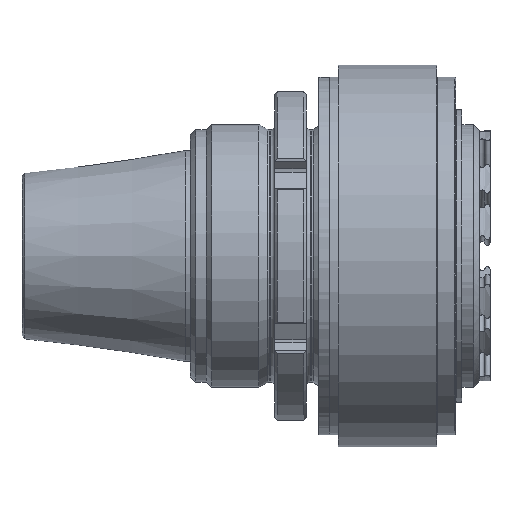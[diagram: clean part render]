
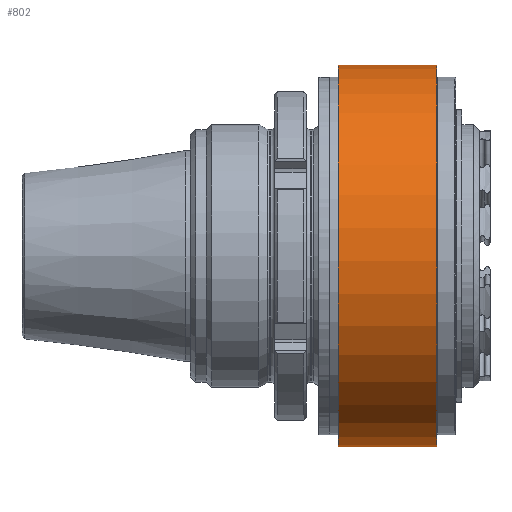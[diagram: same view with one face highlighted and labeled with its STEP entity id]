
A CAD part, front view. The second image highlights one B-rep face of the part: STEP entity #802.
In plain terms, the highlighted cylindrical face has radius 36.25 mm (diameter 72.5 mm), a partial arc.
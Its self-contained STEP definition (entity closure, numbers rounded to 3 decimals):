
#802 = ADVANCED_FACE( '', ( #1635 ), #1636, .T. );
#1635 = FACE_OUTER_BOUND( '', #2792, .T. );
#1636 = CYLINDRICAL_SURFACE( '', #2793, 36.25 );
#2792 = EDGE_LOOP( '', ( #4985, #4986, #4987, #4988 ) );
#2793 = AXIS2_PLACEMENT_3D( '', #4989, #4990, #4991 );
#4985 = ORIENTED_EDGE( '', *, *, #7224, .T. );
#4986 = ORIENTED_EDGE( '', *, *, #7454, .F. );
#4987 = ORIENTED_EDGE( '', *, *, #7754, .F. );
#4988 = ORIENTED_EDGE( '', *, *, #7755, .F. );
#4989 = CARTESIAN_POINT( '', ( 135.645, 0., 0. ) );
#4990 = DIRECTION( '', ( 1., 0., 0. ) );
#4991 = DIRECTION( '', ( 0., 0., 1. ) );
#7224 = EDGE_CURVE( '', #9937, #9935, #9938, .T. );
#7454 = EDGE_CURVE( '', #10331, #9935, #10332, .T. );
#7754 = EDGE_CURVE( '', #10794, #10331, #10795, .T. );
#7755 = EDGE_CURVE( '', #9937, #10794, #10796, .T. );
#9935 = VERTEX_POINT( '', #12216 );
#9937 = VERTEX_POINT( '', #12218 );
#9938 = LINE( '', #12219, #12220 );
#10331 = VERTEX_POINT( '', #13056 );
#10332 = CIRCLE( '', #13057, 36.25 );
#10794 = VERTEX_POINT( '', #14086 );
#10795 = LINE( '', #14087, #14088 );
#10796 = CIRCLE( '', #14089, 36.25 );
#12216 = CARTESIAN_POINT( '', ( 0., -12.698, 33.953 ) );
#12218 = CARTESIAN_POINT( '', ( 18.7, -12.698, 33.953 ) );
#12219 = CARTESIAN_POINT( '', ( 135.645, -12.698, 33.953 ) );
#12220 = VECTOR( '', #16302, 1000. );
#13056 = CARTESIAN_POINT( '', ( 0., 12.698, 33.953 ) );
#13057 = AXIS2_PLACEMENT_3D( '', #16578, #16579, #16580 );
#14086 = CARTESIAN_POINT( '', ( 18.7, 12.698, 33.953 ) );
#14087 = CARTESIAN_POINT( '', ( 135.645, 12.698, 33.953 ) );
#14088 = VECTOR( '', #16905, 1000. );
#14089 = AXIS2_PLACEMENT_3D( '', #16906, #16907, #16908 );
#16302 = DIRECTION( '', ( -1., 0., 0. ) );
#16578 = CARTESIAN_POINT( '', ( 0., 0., 0. ) );
#16579 = DIRECTION( '', ( -1., 0., 0. ) );
#16580 = DIRECTION( '', ( 0., 0., 1. ) );
#16905 = DIRECTION( '', ( -1., 0., 0. ) );
#16906 = CARTESIAN_POINT( '', ( 18.7, 0., 0. ) );
#16907 = DIRECTION( '', ( 1., 0., 0. ) );
#16908 = DIRECTION( '', ( 0., 0., -1. ) );
